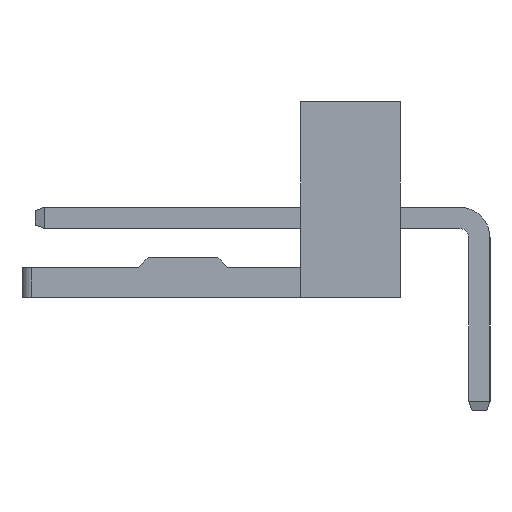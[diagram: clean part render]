
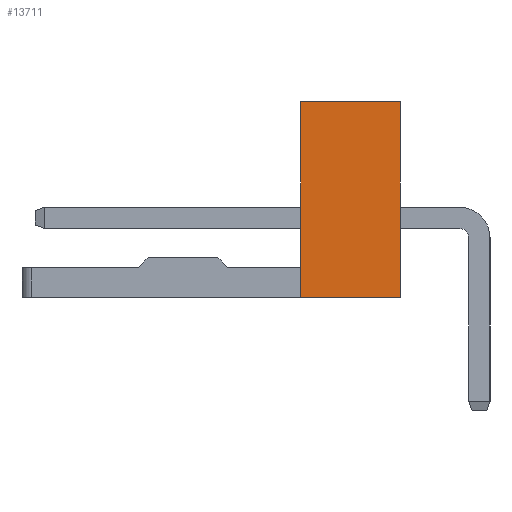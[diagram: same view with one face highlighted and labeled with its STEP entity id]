
A CAD part, left-side view. The second image highlights one B-rep face of the part: STEP entity #13711.
In plain terms, the highlighted planar face has unit normal (-1, 0, 0).
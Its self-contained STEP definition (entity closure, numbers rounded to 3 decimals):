
#98 = VERTEX_POINT ( 'NONE', #8345 ) ;
#274 = EDGE_LOOP ( 'NONE', ( #9540, #6978, #431, #12162 ) ) ;
#431 = ORIENTED_EDGE ( 'NONE', *, *, #12043, .T. ) ;
#595 = LINE ( 'NONE', #6740, #9948 ) ;
#668 = VECTOR ( 'NONE', #9710, 1000. ) ;
#2071 = CARTESIAN_POINT ( 'NONE',  ( -1.27, 2.38, 5.9 ) ) ;
#2613 = DIRECTION ( 'NONE',  ( 0., 0., 1. ) ) ;
#2776 = LINE ( 'NONE', #9520, #15530 ) ;
#3491 = AXIS2_PLACEMENT_3D ( 'NONE', #6429, #14877, #2613 ) ;
#4609 = DIRECTION ( 'NONE',  ( 0., 1., 0. ) ) ;
#4909 = CARTESIAN_POINT ( 'NONE',  ( -1.27, 2.38, 0. ) ) ;
#6130 = EDGE_CURVE ( 'NONE', #8650, #98, #595, .T. ) ;
#6429 = CARTESIAN_POINT ( 'NONE',  ( -1.27, 2.38, 0. ) ) ;
#6740 = CARTESIAN_POINT ( 'NONE',  ( -1.27, 5.38, 0. ) ) ;
#6814 = VECTOR ( 'NONE', #12867, 1000. ) ;
#6841 = EDGE_CURVE ( 'NONE', #12449, #8650, #10872, .T. ) ;
#6978 = ORIENTED_EDGE ( 'NONE', *, *, #8187, .F. ) ;
#8187 = EDGE_CURVE ( 'NONE', #11078, #98, #2776, .T. ) ;
#8345 = CARTESIAN_POINT ( 'NONE',  ( -1.27, 5.38, 0. ) ) ;
#8650 = VERTEX_POINT ( 'NONE', #9364 ) ;
#9364 = CARTESIAN_POINT ( 'NONE',  ( -1.27, 5.38, 5.9 ) ) ;
#9520 = CARTESIAN_POINT ( 'NONE',  ( -1.27, 2.38, 0. ) ) ;
#9540 = ORIENTED_EDGE ( 'NONE', *, *, #6130, .T. ) ;
#9710 = DIRECTION ( 'NONE',  ( 0., 0., 1. ) ) ;
#9948 = VECTOR ( 'NONE', #12943, 1000. ) ;
#10872 = LINE ( 'NONE', #11580, #6814 ) ;
#11078 = VERTEX_POINT ( 'NONE', #4909 ) ;
#11542 = LINE ( 'NONE', #15645, #668 ) ;
#11580 = CARTESIAN_POINT ( 'NONE',  ( -1.27, 2.38, 5.9 ) ) ;
#11813 = FACE_OUTER_BOUND ( 'NONE', #274, .T. ) ;
#12043 = EDGE_CURVE ( 'NONE', #11078, #12449, #11542, .T. ) ;
#12162 = ORIENTED_EDGE ( 'NONE', *, *, #6841, .T. ) ;
#12449 = VERTEX_POINT ( 'NONE', #2071 ) ;
#12867 = DIRECTION ( 'NONE',  ( 0., 1., 0. ) ) ;
#12943 = DIRECTION ( 'NONE',  ( 0., 0., -1. ) ) ;
#13551 = PLANE ( 'NONE',  #3491 ) ;
#13711 = ADVANCED_FACE ( 'NONE', ( #11813 ), #13551, .T. ) ;
#14877 = DIRECTION ( 'NONE',  ( -1., 0., 0. ) ) ;
#15530 = VECTOR ( 'NONE', #4609, 1000. ) ;
#15645 = CARTESIAN_POINT ( 'NONE',  ( -1.27, 2.38, 0. ) ) ;
